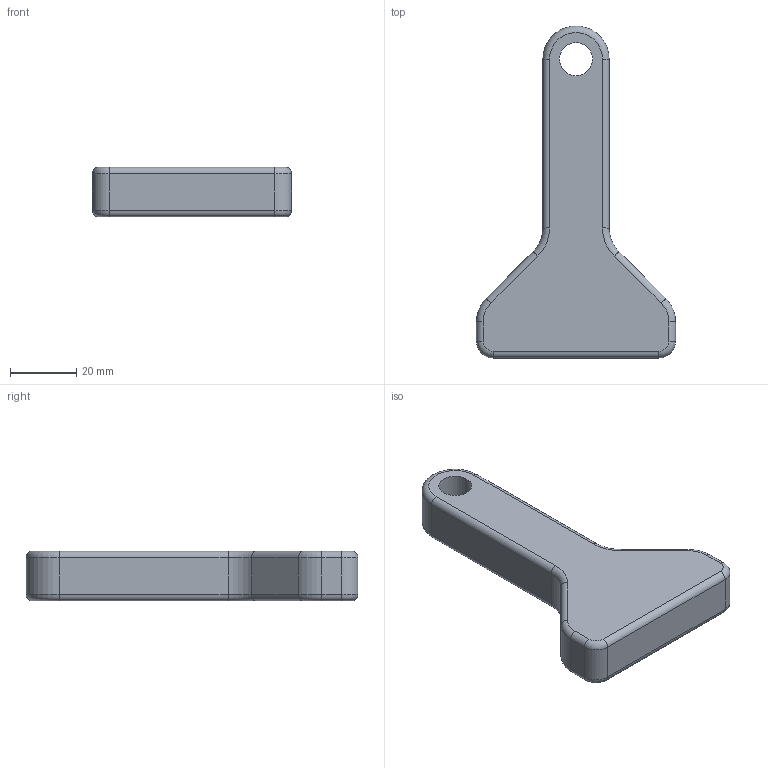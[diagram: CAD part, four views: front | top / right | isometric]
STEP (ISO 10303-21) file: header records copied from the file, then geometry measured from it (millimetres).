
FILE_DESCRIPTION((''),'2;1');
FILE_NAME('NIEDERHALTER','2025-01-23T15:50:09',('Steffen Jaeger'),(''),'CREO PARAMETRIC BY PTC INC, 2023424','CREO PARAMETRIC BY PTC INC, 2023424','');
FILE_SCHEMA(('AUTOMOTIVE_DESIGN { 1 0 10303 214 1 1 1 1 }'));
Length unit declared in the file: millimetre
Products named in the file (1): NIEDERHALTER
Bounding box: 60 x 100 x 15 mm (x, y, z)
Volume: 42537.9 mm3; surface area: 9948.8 mm2
Topology: 1 solids, 1 shells, 46 faces, 104 edges, 60 vertices
Faces by surface type: cylinder 23, torus 14, plane 9
Entity records: 1666 total; most frequent: DIRECTION 256, CARTESIAN_POINT 212, ORIENTED_EDGE 208, AXIS2_PLACEMENT_3D 106, PRESENTATION_STYLE_ASSIGNMENT 105, STYLED_ITEM 105, CURVE_STYLE 104, EDGE_CURVE 104
